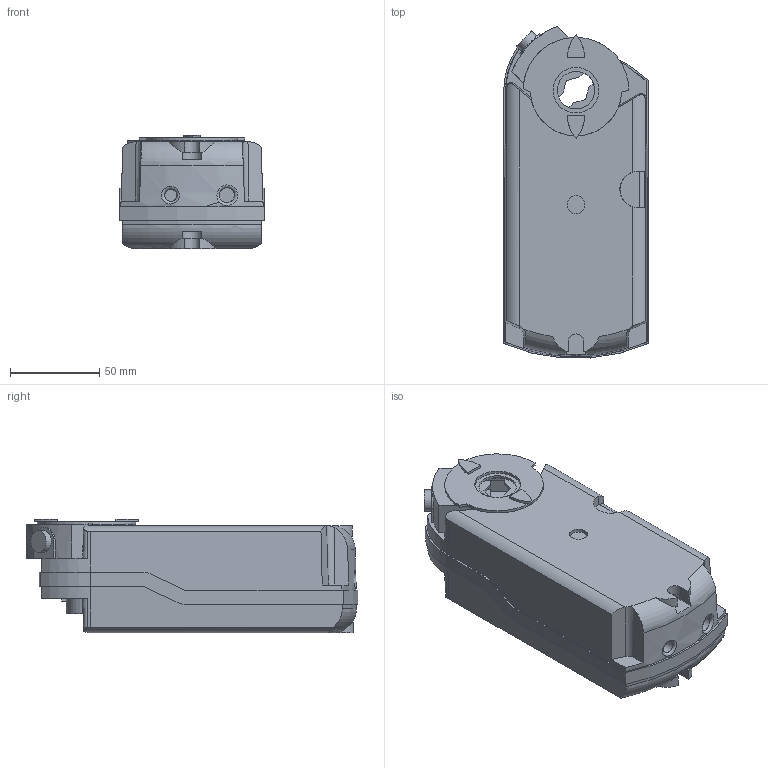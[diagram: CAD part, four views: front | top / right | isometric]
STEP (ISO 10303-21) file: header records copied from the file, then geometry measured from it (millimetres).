
FILE_DESCRIPTION(/* description */ (''),/* implementation_level */ '2;1');
FILE_NAME(/* name */ 'ASSYsmall1',/* time_stamp */ '2008-01-10T10:58:00+01:00',/* author */ (''),/* organization */ (''),/* preprocessor_version */ 'ST-DEVELOPER v9',/* originating_system */ 'UGS - NX 3.0',/* authorisation */ '');
FILE_SCHEMA (('AUTOMOTIVE_DESIGN { 1 0 10303 214 1 1 1 1 }'));
Length unit declared in the file: millimetre
Products named in the file (1): Watt7664f8om
Bounding box: 81 x 185.93 x 63.7 mm (x, y, z)
Volume: 693513.8 mm3; surface area: 72354.9 mm2
Topology: 2 solids, 2 shells, 178 faces, 489 edges, 321 vertices
Faces by surface type: plane 116, cylinder 46, cone 12, torus 2, bspline 2
Full cylindrical faces by diameter (mm): 6.9 x1, 8.5 x1, 10 x2, 12 x1, 21 x2, 25.6 x1, 27 x2
Entity records: 5896 total; most frequent: CARTESIAN_POINT 1390, ORIENTED_EDGE 934, DIRECTION 922, EDGE_CURVE 467, AXIS2_PLACEMENT_3D 315, VERTEX_POINT 312, LINE 292, VECTOR 292
